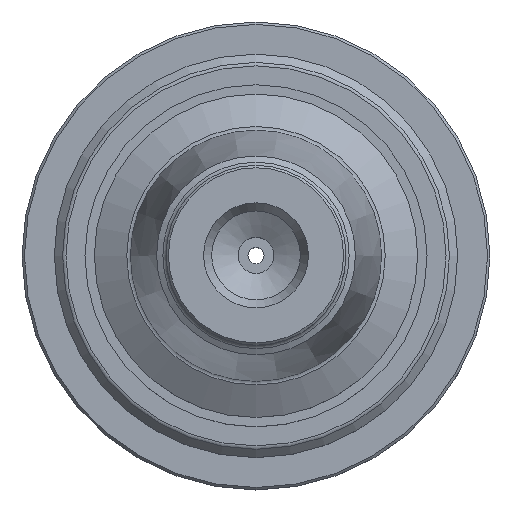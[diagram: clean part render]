
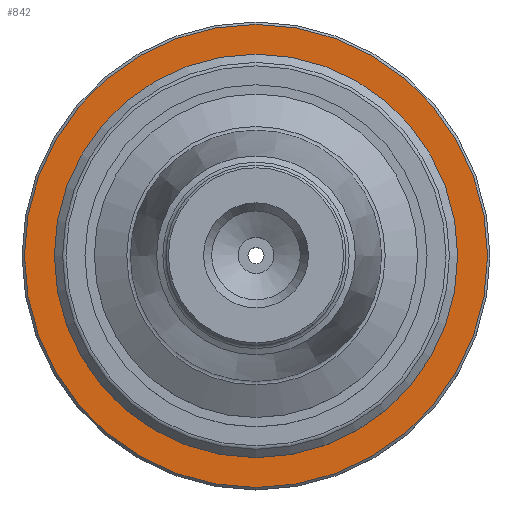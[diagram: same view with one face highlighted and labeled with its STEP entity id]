
A CAD part, top view. The second image highlights one B-rep face of the part: STEP entity #842.
In plain terms, the highlighted planar face has unit normal (0, 0, 1).
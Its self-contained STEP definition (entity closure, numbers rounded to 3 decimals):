
#44=PLANE('',#916);
#91=ORIENTED_EDGE('',*,*,#165,.T.);
#92=ORIENTED_EDGE('',*,*,#164,.F.);
#164=EDGE_CURVE('',#211,#211,#258,.T.);
#165=EDGE_CURVE('',#212,#212,#259,.T.);
#211=VERTEX_POINT('',#1222);
#212=VERTEX_POINT('',#1225);
#258=CIRCLE('',#915,24.65);
#259=CIRCLE('',#917,28.7);
#326=EDGE_LOOP('',(#91));
#327=EDGE_LOOP('',(#92));
#420=FACE_BOUND('',#326,.T.);
#421=FACE_BOUND('',#327,.T.);
#842=ADVANCED_FACE('',(#420,#421),#44,.T.);
#915=AXIS2_PLACEMENT_3D('',#1221,#1053,#1054);
#916=AXIS2_PLACEMENT_3D('',#1223,#1055,#1056);
#917=AXIS2_PLACEMENT_3D('',#1224,#1057,#1058);
#1053=DIRECTION('',(0.,0.,1.));
#1054=DIRECTION('',(1.,0.,0.));
#1055=DIRECTION('',(0.,0.,1.));
#1056=DIRECTION('',(1.,0.,0.));
#1057=DIRECTION('',(0.,0.,1.));
#1058=DIRECTION('',(1.,0.,0.));
#1221=CARTESIAN_POINT('',(0.,0.,-1.));
#1222=CARTESIAN_POINT('',(24.65,0.,-1.));
#1223=CARTESIAN_POINT('',(24.65,0.,-1.));
#1224=CARTESIAN_POINT('',(0.,0.,-1.));
#1225=CARTESIAN_POINT('',(28.7,0.,-1.));
